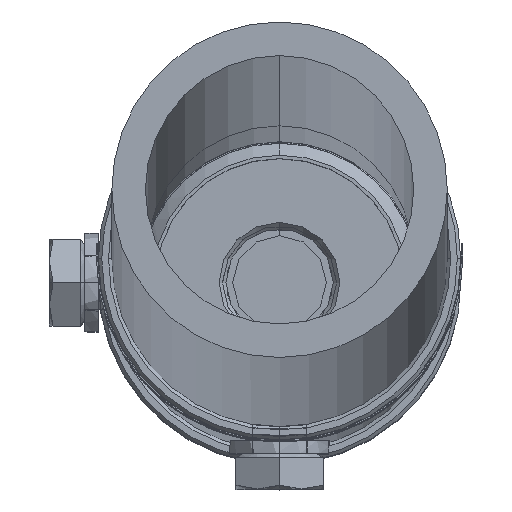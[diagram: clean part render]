
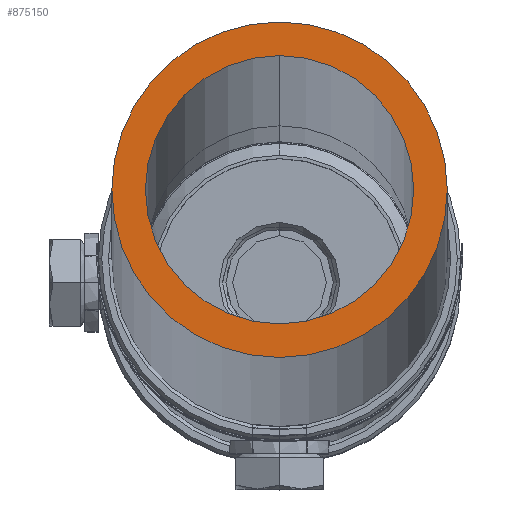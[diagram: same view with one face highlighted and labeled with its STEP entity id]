
A CAD part, top view. The second image highlights one B-rep face of the part: STEP entity #875150.
In plain terms, the highlighted planar face has unit normal (0, 0, 1).
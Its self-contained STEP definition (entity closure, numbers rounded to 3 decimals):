
#874760=CARTESIAN_POINT('',(26.,0.,7655.));
#874770=DIRECTION('',(0.,0.,-1.));
#874780=DIRECTION('',(0.,1.,0.));
#874790=AXIS2_PLACEMENT_3D('',#874760,#874770,#874780);
#874800=PLANE('',#874790);
#874810=CARTESIAN_POINT('',(0.,0.,7655.));
#874820=DIRECTION('',(0.,0.,-1.));
#874830=DIRECTION('',(0.,1.,0.));
#874840=AXIS2_PLACEMENT_3D('',#874810,#874820,#874830);
#874850=CIRCLE('',#874840,20.);
#874860=CARTESIAN_POINT('',(0.,20.,7655.));
#874870=VERTEX_POINT('',#874860);
#874880=CARTESIAN_POINT('',(0.,-20.,7655.))
;
#874890=VERTEX_POINT('',#874880);
#874900=EDGE_CURVE('',#874870,#874890,#874850,.T.);
#874910=ORIENTED_EDGE('',*,*,#874900,.T.);
#874920=EDGE_CURVE('',#874890,#874870,#874850,.T.);
#874930=ORIENTED_EDGE('',*,*,#874920,.T.);
#874940=EDGE_LOOP('',(#874930,#874910));
#874950=FACE_BOUND('',#874940,.T.);
#874960=CARTESIAN_POINT('',(0.,0.,7655.));
#874970=DIRECTION('',(0.,0.,1.));
#874980=DIRECTION('',(1.,0.,0.));
#874990=AXIS2_PLACEMENT_3D('',#874960,#874970,#874980);
#875000=CIRCLE('',#874990,25.);
#875010=CARTESIAN_POINT('',(-25.,0.,7655.))
;
#875020=VERTEX_POINT('',#875010);
#875030=CARTESIAN_POINT('',(25.,0.,7655.));
#875040=VERTEX_POINT('',#875030);
#875050=EDGE_CURVE('',#875020,#875040,#875000,.T.);
#875060=ORIENTED_EDGE('',*,*,#875050,.T.);
#875070=CARTESIAN_POINT('',(0.,25.,7655.));
#875080=VERTEX_POINT('',#875070);
#875090=EDGE_CURVE('',#875080,#875020,#875000,.T.);
#875100=ORIENTED_EDGE('',*,*,#875090,.T.);
#875110=EDGE_CURVE('',#875040,#875080,#875000,.T.);
#875120=ORIENTED_EDGE('',*,*,#875110,.T.);
#875130=EDGE_LOOP('',(#875120,#875100,#875060));
#875140=FACE_OUTER_BOUND('',#875130,.T.);
#875150=ADVANCED_FACE('',(#874950,#875140),#874800,.F.);
